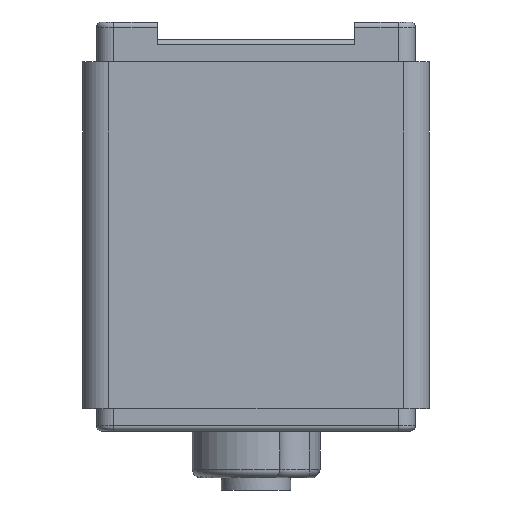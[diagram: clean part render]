
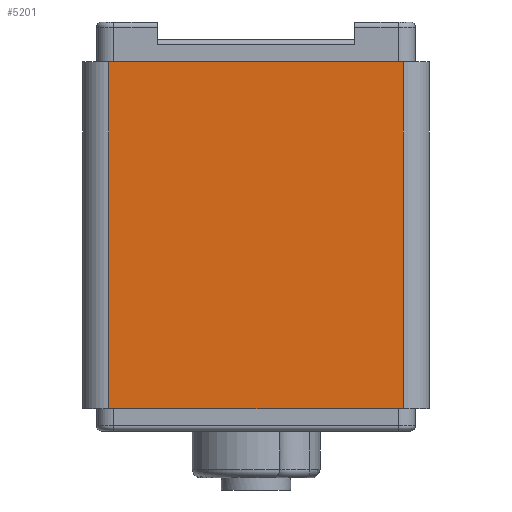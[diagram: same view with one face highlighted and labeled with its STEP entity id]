
A CAD part, left-side view. The second image highlights one B-rep face of the part: STEP entity #5201.
In plain terms, the highlighted planar face has unit normal (-1, 0, 0).
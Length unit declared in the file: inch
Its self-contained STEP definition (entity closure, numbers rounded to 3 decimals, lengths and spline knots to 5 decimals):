
#223=FACE_OUTER_BOUND('',#504,.T.);
#504=EDGE_LOOP('',(#3702,#3703,#3704,#3705));
#1053=LINE('',#7688,#1576);
#1150=LINE('',#7994,#1673);
#1161=LINE('',#8055,#1684);
#1165=LINE('',#8066,#1688);
#1576=VECTOR('',#6094,0.66929);
#1673=VECTOR('',#6307,0.7874);
#1684=VECTOR('',#6330,0.7874);
#1688=VECTOR('',#6344,0.66929);
#2107=VERTEX_POINT('',#7685);
#2108=VERTEX_POINT('',#7687);
#2219=VERTEX_POINT('',#7992);
#2229=VERTEX_POINT('',#8054);
#2653=EDGE_CURVE('',#2107,#2108,#1053,.T.);
#2788=EDGE_CURVE('',#2219,#2107,#1150,.T.);
#2802=EDGE_CURVE('',#2108,#2229,#1161,.T.);
#2808=EDGE_CURVE('',#2219,#2229,#1165,.T.);
#3702=ORIENTED_EDGE('',*,*,#2653,.F.);
#3703=ORIENTED_EDGE('',*,*,#2788,.F.);
#3704=ORIENTED_EDGE('',*,*,#2808,.T.);
#3705=ORIENTED_EDGE('',*,*,#2802,.F.);
#5012=PLANE('',#5558);
#5201=ADVANCED_FACE('',(#223),#5012,.T.);
#5558=AXIS2_PLACEMENT_3D('',#8065,#6342,#6343);
#6094=DIRECTION('',(0.,-1.,0.));
#6307=DIRECTION('',(0.,0.,1.));
#6330=DIRECTION('',(0.,0.,-1.));
#6342=DIRECTION('center_axis',(-1.,0.,0.));
#6343=DIRECTION('ref_axis',(0.,0.,1.));
#6344=DIRECTION('',(0.,-1.,0.));
#7685=CARTESIAN_POINT('',(-0.7874,0.33465,0.7874));
#7687=CARTESIAN_POINT('',(-0.7874,-0.33465,0.7874));
#7688=CARTESIAN_POINT('',(-0.7874,0.33465,0.7874));
#7992=CARTESIAN_POINT('',(-0.7874,0.33465,0.));
#7994=CARTESIAN_POINT('',(-0.7874,0.33465,0.));
#8054=CARTESIAN_POINT('',(-0.7874,-0.33465,0.));
#8055=CARTESIAN_POINT('',(-0.7874,-0.33465,0.7874));
#8065=CARTESIAN_POINT('Origin',(-0.7874,0.3937,0.));
#8066=CARTESIAN_POINT('',(-0.7874,0.33465,0.));
